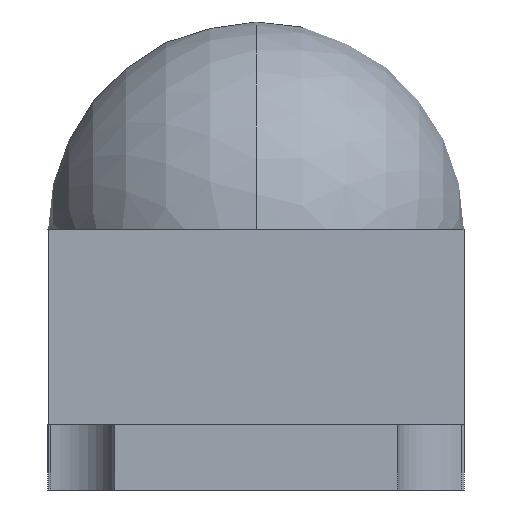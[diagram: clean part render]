
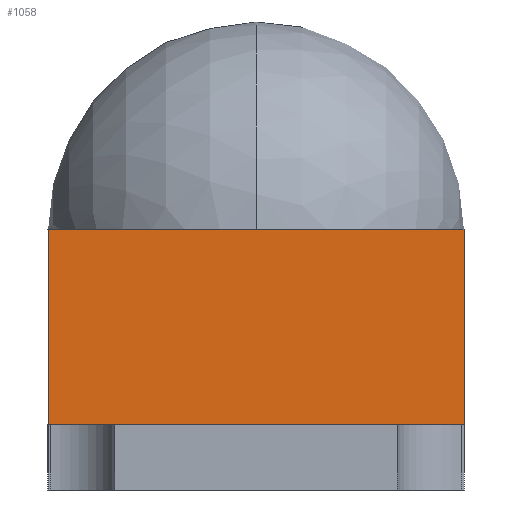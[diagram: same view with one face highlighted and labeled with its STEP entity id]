
A CAD part, left-side view. The second image highlights one B-rep face of the part: STEP entity #1058.
In plain terms, the highlighted planar face has unit normal (-1, 0, 0).
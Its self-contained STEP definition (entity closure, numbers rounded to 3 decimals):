
#23 = ORIENTED_EDGE ( 'NONE', *, *, #1084, .T. ) ;
#26 = ORIENTED_EDGE ( 'NONE', *, *, #1051, .F. ) ;
#34 = ORIENTED_EDGE ( 'NONE', *, *, #1067, .T. ) ;
#37 = ORIENTED_EDGE ( 'NONE', *, *, #1069, .T. ) ;
#55 = EDGE_LOOP ( 'NONE', ( #26, #37, #23, #34 ) ) ;
#77 = VERTEX_POINT ( 'NONE', #358 ) ;
#78 = VERTEX_POINT ( 'NONE', #349 ) ;
#83 = VERTEX_POINT ( 'NONE', #343 ) ;
#86 = VERTEX_POINT ( 'NONE', #363 ) ;
#343 = CARTESIAN_POINT ( 'NONE',  ( 34.188, 30.598, 1. ) ) ;
#349 = CARTESIAN_POINT ( 'NONE',  ( 34.188, 28.998, 1. ) ) ;
#358 = CARTESIAN_POINT ( 'NONE',  ( 34.188, 30.598, 0.25 ) ) ;
#363 = CARTESIAN_POINT ( 'NONE',  ( 34.188, 28.998, 0.25 ) ) ;
#491 = DIRECTION ( 'NONE',  ( 0., -1., 0. ) ) ;
#500 = CARTESIAN_POINT ( 'NONE',  ( 34.188, 28.998, 1. ) ) ;
#519 = LINE ( 'NONE', #500, #1471 ) ;
#530 = DIRECTION ( 'NONE',  ( -1., 0., 0. ) ) ;
#533 = PLANE ( 'NONE',  #1483 ) ;
#538 = DIRECTION ( 'NONE',  ( 0., 0., 1. ) ) ;
#539 = CARTESIAN_POINT ( 'NONE',  ( 34.188, 30.598, 0.25 ) ) ;
#554 = LINE ( 'NONE', #569, #1273 ) ;
#564 = DIRECTION ( 'NONE',  ( 0., 0., -1. ) ) ;
#565 = CARTESIAN_POINT ( 'NONE',  ( 34.188, 30.598, 0.25 ) ) ;
#569 = CARTESIAN_POINT ( 'NONE',  ( 34.188, 28.998, 0.25 ) ) ;
#571 = DIRECTION ( 'NONE',  ( 0., 0., 1. ) ) ;
#573 = LINE ( 'NONE', #565, #1274 ) ;
#589 = LINE ( 'NONE', #596, #1283 ) ;
#592 = DIRECTION ( 'NONE',  ( 0., -1., 0. ) ) ;
#596 = CARTESIAN_POINT ( 'NONE',  ( 34.188, 30.598, 0.25 ) ) ;
#1051 = EDGE_CURVE ( 'NONE', #83, #78, #519, .T. ) ;
#1058 = ADVANCED_FACE ( 'NONE', ( #1470 ), #533, .T. ) ;
#1067 = EDGE_CURVE ( 'NONE', #86, #78, #554, .T. ) ;
#1069 = EDGE_CURVE ( 'NONE', #83, #77, #573, .T. ) ;
#1084 = EDGE_CURVE ( 'NONE', #77, #86, #589, .T. ) ;
#1273 = VECTOR ( 'NONE', #571, 1000. ) ;
#1274 = VECTOR ( 'NONE', #564, 1000. ) ;
#1283 = VECTOR ( 'NONE', #592, 1000. ) ;
#1470 = FACE_OUTER_BOUND ( 'NONE', #55, .T. ) ;
#1471 = VECTOR ( 'NONE', #491, 1000. ) ;
#1483 = AXIS2_PLACEMENT_3D ( 'NONE', #539, #530, #538 ) ;
